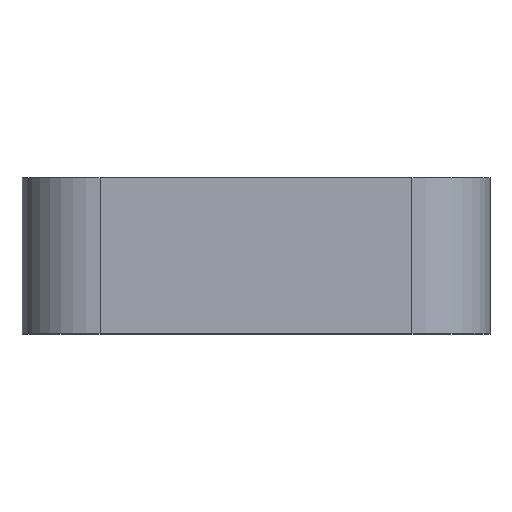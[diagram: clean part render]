
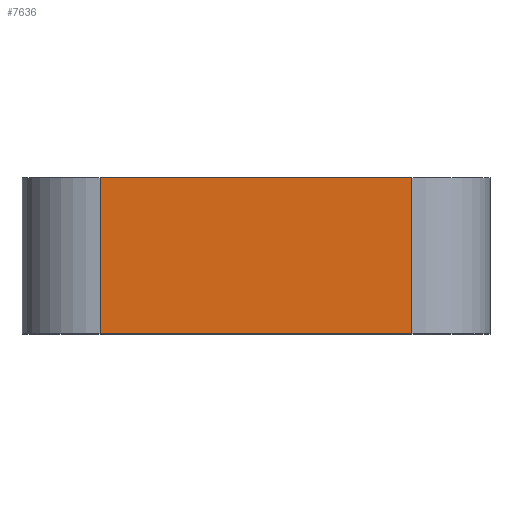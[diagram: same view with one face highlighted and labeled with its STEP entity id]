
A CAD part, front view. The second image highlights one B-rep face of the part: STEP entity #7636.
In plain terms, the highlighted planar face has unit normal (0, -1, 0).
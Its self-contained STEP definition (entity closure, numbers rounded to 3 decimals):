
#561=FACE_OUTER_BOUND('',#937,.T.);
#937=EDGE_LOOP('',(#5399,#5400,#5401,#5402));
#1470=LINE('',#11366,#2306);
#1566=LINE('',#11616,#2402);
#1567=LINE('',#11620,#2403);
#1568=LINE('',#11621,#2404);
#2306=VECTOR('',#9177,10.);
#2402=VECTOR('',#9409,10.);
#2403=VECTOR('',#9416,10.);
#2404=VECTOR('',#9417,10.);
#3152=VERTEX_POINT('',#11364);
#3153=VERTEX_POINT('',#11365);
#3238=VERTEX_POINT('',#11614);
#3239=VERTEX_POINT('',#11615);
#3961=EDGE_CURVE('',#3152,#3153,#1470,.T.);
#4085=EDGE_CURVE('',#3238,#3239,#1566,.T.);
#4088=EDGE_CURVE('',#3238,#3153,#1567,.T.);
#4089=EDGE_CURVE('',#3152,#3239,#1568,.T.);
#5399=ORIENTED_EDGE('',*,*,#4088,.F.);
#5400=ORIENTED_EDGE('',*,*,#4085,.T.);
#5401=ORIENTED_EDGE('',*,*,#4089,.F.);
#5402=ORIENTED_EDGE('',*,*,#3961,.T.);
#6960=PLANE('',#8149);
#7636=ADVANCED_FACE('',(#561),#6960,.T.);
#8149=AXIS2_PLACEMENT_3D('',#11619,#9414,#9415);
#9177=DIRECTION('',(0.,0.,1.));
#9409=DIRECTION('',(0.,0.,-1.));
#9414=DIRECTION('center_axis',(0.,-1.,0.));
#9415=DIRECTION('ref_axis',(-1.,0.,0.));
#9416=DIRECTION('',(1.,0.,0.));
#9417=DIRECTION('',(-1.,0.,0.));
#11364=CARTESIAN_POINT('',(-48.062,0.,0.));
#11365=CARTESIAN_POINT('',(-48.062,0.,10.));
#11366=CARTESIAN_POINT('',(-48.062,0.,5.));
#11614=CARTESIAN_POINT('',(-68.062,0.,10.));
#11615=CARTESIAN_POINT('',(-68.062,0.,0.));
#11616=CARTESIAN_POINT('',(-68.062,0.,5.));
#11619=CARTESIAN_POINT('Origin',(-63.062,0.,
5.));
#11620=CARTESIAN_POINT('',(-63.062,0.,10.));
#11621=CARTESIAN_POINT('',(-53.062,0.,0.));
